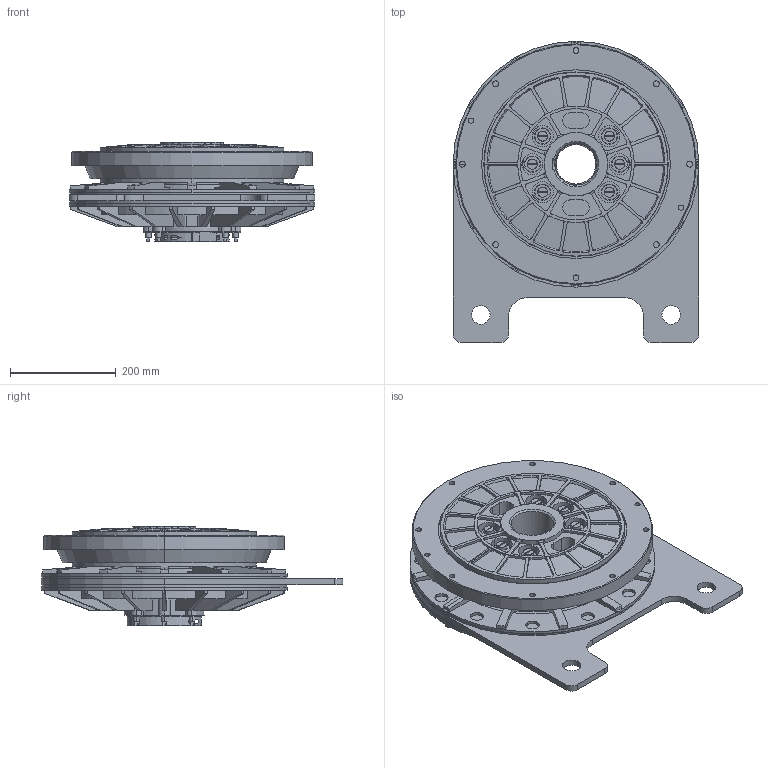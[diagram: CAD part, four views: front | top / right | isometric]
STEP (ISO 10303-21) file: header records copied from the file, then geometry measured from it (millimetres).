
FILE_DESCRIPTION (( 'STEP AP203' ), '1' );
FILE_NAME ('ACSB280.STEP', '2017-11-21T08:28:29', ( '新井重治' ), ( '小倉クラッチ' ), 'SwSTEP 2.0', 'SolidWorks 2009', '' );
FILE_SCHEMA (( 'CONFIG_CONTROL_DESIGN' ));
Length unit declared in the file: millimetre
Products named in the file (1): ACSB280
Bounding box: 465 x 570 x 188 mm (x, y, z)
Volume: 14073707.2 mm3; surface area: 2049211.4 mm2
Topology: 1 solids, 12 shells, 1835 faces, 4948 edges, 3229 vertices
Faces by surface type: cylinder 898, plane 679, cone 198, bspline 60
Entity records: 65480 total; most frequent: CARTESIAN_POINT 18078, DIRECTION 10285, ORIENTED_EDGE 9800, EDGE_CURVE 4900, AXIS2_PLACEMENT_3D 4030, VERTEX_POINT 3229, CIRCLE 2254, VECTOR 2225
